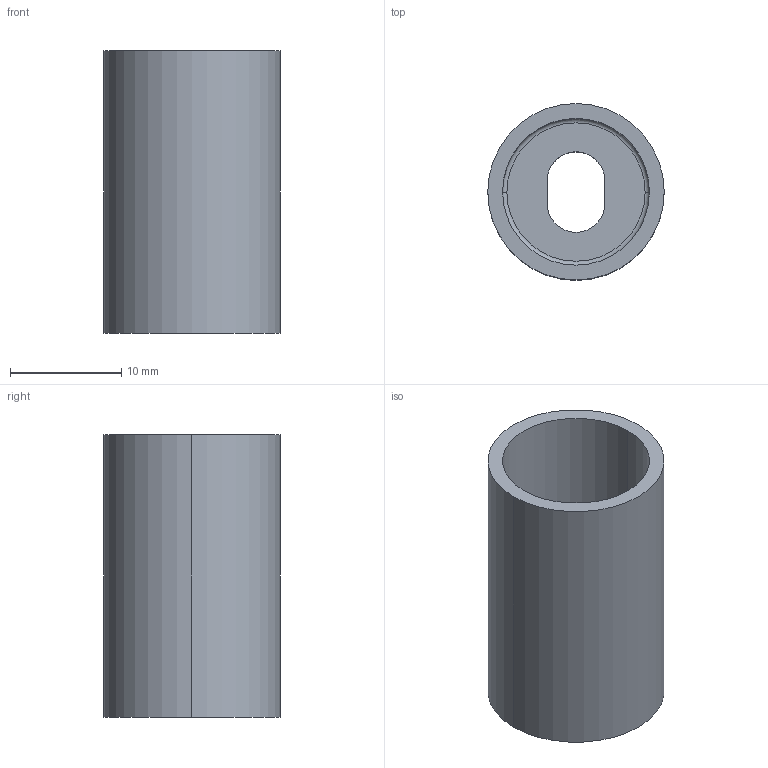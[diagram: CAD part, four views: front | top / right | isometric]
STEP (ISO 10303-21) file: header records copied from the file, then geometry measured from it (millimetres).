
FILE_DESCRIPTION (( 'STEP AP214' ), '1' );
FILE_NAME ('BK0032_1036_2036.STEP', '2025-04-10T16:46:13', ( '' ), ( '' ), 'SwSTEP 2.0', 'SolidWorks 2023', '' );
FILE_SCHEMA (( 'AUTOMOTIVE_DESIGN' ));
Length unit declared in the file: inch
Products named in the file (1): BK0032_1036_2036
Bounding box: 15.88 x 15.88 x 25.4 mm (x, y, z)
Volume: 2600.8 mm3; surface area: 2435.1 mm2
Topology: 1 solids, 1 shells, 13 faces, 28 edges, 18 vertices
Faces by surface type: cylinder 6, plane 5, torus 2
Entity records: 393 total; most frequent: DIRECTION 72, CARTESIAN_POINT 60, ORIENTED_EDGE 56, AXIS2_PLACEMENT_3D 30, EDGE_CURVE 28, VERTEX_POINT 18, CIRCLE 16, EDGE_LOOP 16
